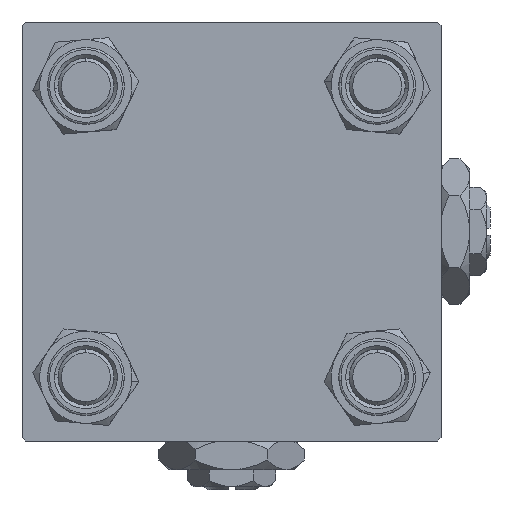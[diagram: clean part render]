
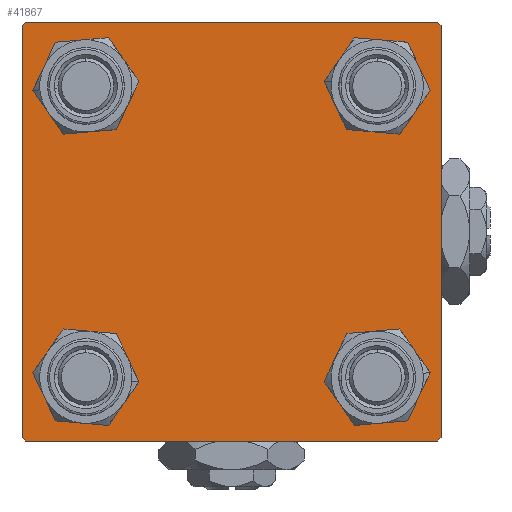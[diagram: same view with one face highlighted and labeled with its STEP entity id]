
A CAD part, left-side view. The second image highlights one B-rep face of the part: STEP entity #41867.
In plain terms, the highlighted planar face has unit normal (-1, 0, 0).
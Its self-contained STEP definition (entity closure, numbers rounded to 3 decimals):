
#180 = ORIENTED_EDGE ( 'NONE', *, *, #16703, .T. ) ;
#607 = LINE ( 'NONE', #18810, #46372 ) ;
#1115 = ORIENTED_EDGE ( 'NONE', *, *, #12677, .T. ) ;
#1347 = VERTEX_POINT ( 'NONE', #18847 ) ;
#2315 = DIRECTION ( 'NONE',  ( 1., 0., 0. ) ) ;
#2669 = CIRCLE ( 'NONE', #20762, 4.5 ) ;
#2988 = ORIENTED_EDGE ( 'NONE', *, *, #23855, .T. ) ;
#3023 = LINE ( 'NONE', #30495, #31085 ) ;
#3546 = DIRECTION ( 'NONE',  ( 0., -1., 0. ) ) ;
#4469 = AXIS2_PLACEMENT_3D ( 'NONE', #8465, #5135, #40393 ) ;
#4582 = CARTESIAN_POINT ( 'NONE',  ( 0., -20.85, 20.85 ) ) ;
#4914 = VECTOR ( 'NONE', #9803, 1000. ) ;
#5135 = DIRECTION ( 'NONE',  ( 1., 0., 0. ) ) ;
#5313 = ORIENTED_EDGE ( 'NONE', *, *, #36871, .T. ) ;
#5503 = ORIENTED_EDGE ( 'NONE', *, *, #49735, .F. ) ;
#5613 = LINE ( 'NONE', #23835, #4914 ) ;
#7229 = EDGE_CURVE ( 'NONE', #38448, #18387, #52732, .T. ) ;
#7547 = EDGE_CURVE ( 'NONE', #37151, #41169, #57869, .T. ) ;
#8465 = CARTESIAN_POINT ( 'NONE',  ( 0., 20.85, 20.85 ) ) ;
#9573 = DIRECTION ( 'NONE',  ( 0., 0.707, 0.707 ) ) ;
#9803 = DIRECTION ( 'NONE',  ( 0., -0.707, 0.707 ) ) ;
#10595 = CIRCLE ( 'NONE', #42982, 4.5 ) ;
#11342 = ORIENTED_EDGE ( 'NONE', *, *, #33370, .T. ) ;
#11499 = ORIENTED_EDGE ( 'NONE', *, *, #7229, .T. ) ;
#11543 = DIRECTION ( 'NONE',  ( 1., 0., 0. ) ) ;
#11729 = PLANE ( 'NONE',  #34753 ) ;
#12027 = FACE_BOUND ( 'NONE', #52870, .T. ) ;
#12677 = EDGE_CURVE ( 'NONE', #45056, #30547, #24336, .T. ) ;
#13387 = CARTESIAN_POINT ( 'NONE',  ( 0., -29.5, 30. ) ) ;
#13698 = VERTEX_POINT ( 'NONE', #35815 ) ;
#13926 = CARTESIAN_POINT ( 'NONE',  ( 0., 20.85, -25.35 ) ) ;
#13933 = VECTOR ( 'NONE', #3546, 1000. ) ;
#14215 = EDGE_CURVE ( 'NONE', #13698, #19138, #22442, .T. ) ;
#14652 = CARTESIAN_POINT ( 'NONE',  ( 0., 20.85, -16.35 ) ) ;
#15209 = CARTESIAN_POINT ( 'NONE',  ( 0., -20.85, -16.35 ) ) ;
#16703 = EDGE_CURVE ( 'NONE', #40748, #41666, #30164, .T. ) ;
#16772 = AXIS2_PLACEMENT_3D ( 'NONE', #4582, #46346, #45765 ) ;
#16982 = CARTESIAN_POINT ( 'NONE',  ( 0., 29.5, 30. ) ) ;
#17042 = DIRECTION ( 'NONE',  ( 0., 0., 1. ) ) ;
#17299 = CARTESIAN_POINT ( 'NONE',  ( 0., 30., -30. ) ) ;
#17379 = LINE ( 'NONE', #21263, #28057 ) ;
#18387 = VERTEX_POINT ( 'NONE', #19126 ) ;
#18810 = CARTESIAN_POINT ( 'NONE',  ( 0., -29.75, 29.75 ) ) ;
#18847 = CARTESIAN_POINT ( 'NONE',  ( 0., -30., 29.5 ) ) ;
#19020 = ORIENTED_EDGE ( 'NONE', *, *, #35729, .T. ) ;
#19126 = CARTESIAN_POINT ( 'NONE',  ( 0., -20.85, -25.35 ) ) ;
#19138 = VERTEX_POINT ( 'NONE', #37967 ) ;
#19803 = CARTESIAN_POINT ( 'NONE',  ( 0., 20.85, 25.35 ) ) ;
#20096 = FACE_BOUND ( 'NONE', #43155, .T. ) ;
#20282 = DIRECTION ( 'NONE',  ( 0., 0., 1. ) ) ;
#20390 = VERTEX_POINT ( 'NONE', #16982 ) ;
#20762 = AXIS2_PLACEMENT_3D ( 'NONE', #39592, #11543, #44355 ) ;
#21028 = CARTESIAN_POINT ( 'NONE',  ( 0., 20.85, 20.85 ) ) ;
#21034 = EDGE_CURVE ( 'NONE', #1347, #46804, #607, .T. ) ;
#21263 = CARTESIAN_POINT ( 'NONE',  ( 0., 29.75, 29.75 ) ) ;
#21476 = LINE ( 'NONE', #17299, #52378 ) ;
#21816 = DIRECTION ( 'NONE',  ( 1., 0., 0. ) ) ;
#22219 = ORIENTED_EDGE ( 'NONE', *, *, #51778, .T. ) ;
#22442 = CIRCLE ( 'NONE', #16772, 4.5 ) ;
#23073 = AXIS2_PLACEMENT_3D ( 'NONE', #25018, #2315, #38733 ) ;
#23616 = ORIENTED_EDGE ( 'NONE', *, *, #21034, .T. ) ;
#23835 = CARTESIAN_POINT ( 'NONE',  ( 0., -29.75, -29.75 ) ) ;
#23855 = EDGE_CURVE ( 'NONE', #19138, #13698, #2669, .T. ) ;
#24058 = ORIENTED_EDGE ( 'NONE', *, *, #50143, .F. ) ;
#24336 = CIRCLE ( 'NONE', #44339, 4.5 ) ;
#24494 = DIRECTION ( 'NONE',  ( 1., 0., 0. ) ) ;
#25011 = EDGE_CURVE ( 'NONE', #41169, #47336, #54556, .T. ) ;
#25018 = CARTESIAN_POINT ( 'NONE',  ( 0., 20.85, -20.85 ) ) ;
#27123 = LINE ( 'NONE', #44430, #13933 ) ;
#28057 = VECTOR ( 'NONE', #49015, 1000. ) ;
#28837 = EDGE_LOOP ( 'NONE', ( #34679, #2988 ) ) ;
#29894 = DIRECTION ( 'NONE',  ( 1., 0., 0. ) ) ;
#29953 = CARTESIAN_POINT ( 'NONE',  ( 0., 0., 0. ) ) ;
#30164 = CIRCLE ( 'NONE', #39701, 4.5 ) ;
#30196 = EDGE_CURVE ( 'NONE', #47336, #45331, #21476, .T. ) ;
#30253 = DIRECTION ( 'NONE',  ( -1., 0., 0. ) ) ;
#30495 = CARTESIAN_POINT ( 'NONE',  ( 0., -30., 30. ) ) ;
#30547 = VERTEX_POINT ( 'NONE', #13926 ) ;
#31011 = CARTESIAN_POINT ( 'NONE',  ( 0., 30., 30. ) ) ;
#31085 = VECTOR ( 'NONE', #39439, 1000. ) ;
#32506 = VERTEX_POINT ( 'NONE', #47709 ) ;
#32657 = CARTESIAN_POINT ( 'NONE',  ( 0., 20.85, 16.35 ) ) ;
#32725 = EDGE_LOOP ( 'NONE', ( #46749, #32882, #55625, #19020, #5503, #23616, #24058, #55922 ) ) ;
#32875 = CARTESIAN_POINT ( 'NONE',  ( 0., 20.85, -20.85 ) ) ;
#32882 = ORIENTED_EDGE ( 'NONE', *, *, #25011, .T. ) ;
#33174 = DIRECTION ( 'NONE',  ( 0., 0., 1. ) ) ;
#33370 = EDGE_CURVE ( 'NONE', #18387, #38448, #10595, .T. ) ;
#34661 = DIRECTION ( 'NONE',  ( 0., 0., 1. ) ) ;
#34679 = ORIENTED_EDGE ( 'NONE', *, *, #14215, .T. ) ;
#34753 = AXIS2_PLACEMENT_3D ( 'NONE', #29953, #30253, #48136 ) ;
#35620 = VECTOR ( 'NONE', #48612, 1000. ) ;
#35729 = EDGE_CURVE ( 'NONE', #45331, #32506, #5613, .T. ) ;
#35815 = CARTESIAN_POINT ( 'NONE',  ( 0., -20.85, 25.35 ) ) ;
#36871 = EDGE_CURVE ( 'NONE', #30547, #45056, #42124, .T. ) ;
#36968 = VECTOR ( 'NONE', #40837, 1000. ) ;
#37151 = VERTEX_POINT ( 'NONE', #38962 ) ;
#37967 = CARTESIAN_POINT ( 'NONE',  ( 0., -20.85, 16.35 ) ) ;
#38241 = CARTESIAN_POINT ( 'NONE',  ( 0., 30., -29.5 ) ) ;
#38448 = VERTEX_POINT ( 'NONE', #15209 ) ;
#38733 = DIRECTION ( 'NONE',  ( 0., 0., 1. ) ) ;
#38962 = CARTESIAN_POINT ( 'NONE',  ( 0., 30., 29.5 ) ) ;
#39439 = DIRECTION ( 'NONE',  ( 0., 0., -1. ) ) ;
#39592 = CARTESIAN_POINT ( 'NONE',  ( 0., -20.85, 20.85 ) ) ;
#39701 = AXIS2_PLACEMENT_3D ( 'NONE', #21028, #24494, #20282 ) ;
#40393 = DIRECTION ( 'NONE',  ( 0., 0., 1. ) ) ;
#40713 = CIRCLE ( 'NONE', #4469, 4.5 ) ;
#40748 = VERTEX_POINT ( 'NONE', #32657 ) ;
#40837 = DIRECTION ( 'NONE',  ( 0., -0.707, -0.707 ) ) ;
#40985 = EDGE_CURVE ( 'NONE', #20390, #37151, #17379, .T. ) ;
#41169 = VERTEX_POINT ( 'NONE', #38241 ) ;
#41666 = VERTEX_POINT ( 'NONE', #19803 ) ;
#41867 = ADVANCED_FACE ( 'NONE', ( #56809, #12027, #57401, #20096, #52615 ), #11729, .T. ) ;
#42124 = CIRCLE ( 'NONE', #23073, 4.5 ) ;
#42982 = AXIS2_PLACEMENT_3D ( 'NONE', #56453, #29894, #34661 ) ;
#43155 = EDGE_LOOP ( 'NONE', ( #22219, #180 ) ) ;
#44339 = AXIS2_PLACEMENT_3D ( 'NONE', #32875, #51355, #33174 ) ;
#44355 = DIRECTION ( 'NONE',  ( 0., 0., 1. ) ) ;
#44430 = CARTESIAN_POINT ( 'NONE',  ( 0., 30., 30. ) ) ;
#44884 = CARTESIAN_POINT ( 'NONE',  ( 0., 29.5, -30. ) ) ;
#45056 = VERTEX_POINT ( 'NONE', #14652 ) ;
#45293 = CARTESIAN_POINT ( 'NONE',  ( 0., 29.75, -29.75 ) ) ;
#45331 = VERTEX_POINT ( 'NONE', #57313 ) ;
#45765 = DIRECTION ( 'NONE',  ( 0., 0., 1. ) ) ;
#46080 = AXIS2_PLACEMENT_3D ( 'NONE', #58520, #21816, #17042 ) ;
#46346 = DIRECTION ( 'NONE',  ( 1., 0., 0. ) ) ;
#46372 = VECTOR ( 'NONE', #9573, 1000. ) ;
#46749 = ORIENTED_EDGE ( 'NONE', *, *, #7547, .T. ) ;
#46804 = VERTEX_POINT ( 'NONE', #13387 ) ;
#47336 = VERTEX_POINT ( 'NONE', #44884 ) ;
#47709 = CARTESIAN_POINT ( 'NONE',  ( 0., -30., -29.5 ) ) ;
#48136 = DIRECTION ( 'NONE',  ( 0., 0., 1. ) ) ;
#48612 = DIRECTION ( 'NONE',  ( 0., 0., -1. ) ) ;
#49015 = DIRECTION ( 'NONE',  ( 0., 0.707, -0.707 ) ) ;
#49735 = EDGE_CURVE ( 'NONE', #1347, #32506, #3023, .T. ) ;
#50143 = EDGE_CURVE ( 'NONE', #20390, #46804, #27123, .T. ) ;
#51355 = DIRECTION ( 'NONE',  ( 1., 0., 0. ) ) ;
#51778 = EDGE_CURVE ( 'NONE', #41666, #40748, #40713, .T. ) ;
#52378 = VECTOR ( 'NONE', #53118, 1000. ) ;
#52615 = FACE_OUTER_BOUND ( 'NONE', #32725, .T. ) ;
#52732 = CIRCLE ( 'NONE', #46080, 4.5 ) ;
#52870 = EDGE_LOOP ( 'NONE', ( #11499, #11342 ) ) ;
#53118 = DIRECTION ( 'NONE',  ( 0., -1., 0. ) ) ;
#54556 = LINE ( 'NONE', #45293, #36968 ) ;
#55625 = ORIENTED_EDGE ( 'NONE', *, *, #30196, .T. ) ;
#55922 = ORIENTED_EDGE ( 'NONE', *, *, #40985, .T. ) ;
#56453 = CARTESIAN_POINT ( 'NONE',  ( 0., -20.85, -20.85 ) ) ;
#56809 = FACE_BOUND ( 'NONE', #28837, .T. ) ;
#57313 = CARTESIAN_POINT ( 'NONE',  ( 0., -29.5, -30. ) ) ;
#57401 = FACE_BOUND ( 'NONE', #57960, .T. ) ;
#57869 = LINE ( 'NONE', #31011, #35620 ) ;
#57960 = EDGE_LOOP ( 'NONE', ( #1115, #5313 ) ) ;
#58520 = CARTESIAN_POINT ( 'NONE',  ( 0., -20.85, -20.85 ) ) ;
